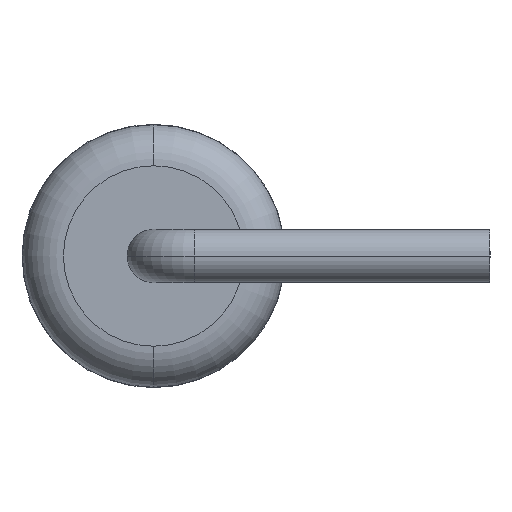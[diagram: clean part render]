
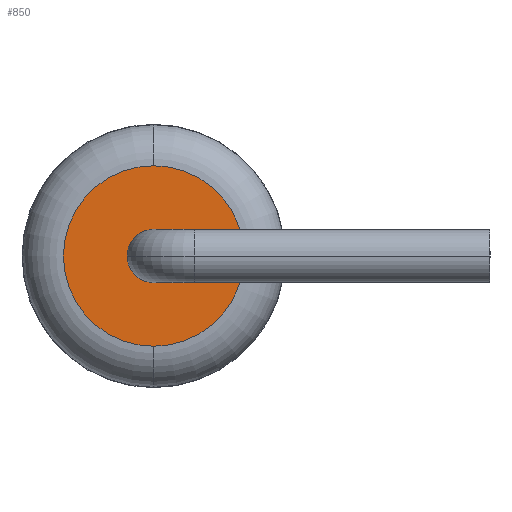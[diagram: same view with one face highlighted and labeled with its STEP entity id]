
A CAD part, left-side view. The second image highlights one B-rep face of the part: STEP entity #850.
In plain terms, the highlighted planar face has unit normal (-1, 0, 0).
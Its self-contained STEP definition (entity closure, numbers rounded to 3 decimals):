
#25 = VERTEX_POINT ( 'NONE', #1113 ) ;
#26 = DIRECTION ( 'NONE',  ( -1., 0., 0. ) ) ;
#30 = AXIS2_PLACEMENT_3D ( 'NONE', #387, #943, #561 ) ;
#31 = EDGE_LOOP ( 'NONE', ( #407, #577 ) ) ;
#138 = CARTESIAN_POINT ( 'NONE',  ( -4.5, 2.1, 0. ) ) ;
#139 = VERTEX_POINT ( 'NONE', #625 ) ;
#161 = FACE_BOUND ( 'NONE', #31, .T. ) ;
#196 = CARTESIAN_POINT ( 'NONE',  ( -4.5, 2.1, 0.325 ) ) ;
#215 = CARTESIAN_POINT ( 'NONE',  ( -4.5, 2.1, 0. ) ) ;
#282 = EDGE_LOOP ( 'NONE', ( #369, #576 ) ) ;
#297 = EDGE_CURVE ( 'NONE', #624, #139, #1144, .T. ) ;
#320 = DIRECTION ( 'NONE',  ( 0., 0., 1. ) ) ;
#366 = DIRECTION ( 'NONE',  ( 0., 0., 1. ) ) ;
#369 = ORIENTED_EDGE ( 'NONE', *, *, #615, .T. ) ;
#387 = CARTESIAN_POINT ( 'NONE',  ( -4.5, 2.1, 0. ) ) ;
#400 = DIRECTION ( 'NONE',  ( 0., 0., -1. ) ) ;
#407 = ORIENTED_EDGE ( 'NONE', *, *, #297, .F. ) ;
#445 = EDGE_CURVE ( 'NONE', #139, #624, #641, .T. ) ;
#499 = DIRECTION ( 'NONE',  ( -1., 0., 0. ) ) ;
#530 = EDGE_CURVE ( 'NONE', #25, #564, #619, .T. ) ;
#561 = DIRECTION ( 'NONE',  ( 0., 0., -1. ) ) ;
#563 = CARTESIAN_POINT ( 'NONE',  ( -4.5, 2.1, 0. ) ) ;
#564 = VERTEX_POINT ( 'NONE', #638 ) ;
#576 = ORIENTED_EDGE ( 'NONE', *, *, #530, .T. ) ;
#577 = ORIENTED_EDGE ( 'NONE', *, *, #445, .F. ) ;
#596 = AXIS2_PLACEMENT_3D ( 'NONE', #138, #499, #400 ) ;
#615 = EDGE_CURVE ( 'NONE', #564, #25, #809, .T. ) ;
#619 = CIRCLE ( 'NONE', #632, 1.1 ) ;
#624 = VERTEX_POINT ( 'NONE', #196 ) ;
#625 = CARTESIAN_POINT ( 'NONE',  ( -4.5, 2.1, -0.325 ) ) ;
#632 = AXIS2_PLACEMENT_3D ( 'NONE', #563, #858, #320 ) ;
#638 = CARTESIAN_POINT ( 'NONE',  ( -4.5, 2.1, 1.1 ) ) ;
#641 = CIRCLE ( 'NONE', #596, 0.325 ) ;
#658 = DIRECTION ( 'NONE',  ( 0., 0., -1. ) ) ;
#738 = DIRECTION ( 'NONE',  ( -1., 0., 0. ) ) ;
#744 = CARTESIAN_POINT ( 'NONE',  ( -4.5, 2.1, 0. ) ) ;
#767 = PLANE ( 'NONE',  #30 ) ;
#809 = CIRCLE ( 'NONE', #1154, 1.1 ) ;
#850 = ADVANCED_FACE ( 'NONE', ( #161, #864 ), #767, .F. ) ;
#858 = DIRECTION ( 'NONE',  ( -1., 0., 0. ) ) ;
#864 = FACE_OUTER_BOUND ( 'NONE', #282, .T. ) ;
#877 = AXIS2_PLACEMENT_3D ( 'NONE', #215, #26, #658 ) ;
#943 = DIRECTION ( 'NONE',  ( 1., 0., 0. ) ) ;
#1113 = CARTESIAN_POINT ( 'NONE',  ( -4.5, 2.1, -1.1 ) ) ;
#1144 = CIRCLE ( 'NONE', #877, 0.325 ) ;
#1154 = AXIS2_PLACEMENT_3D ( 'NONE', #744, #738, #366 ) ;
